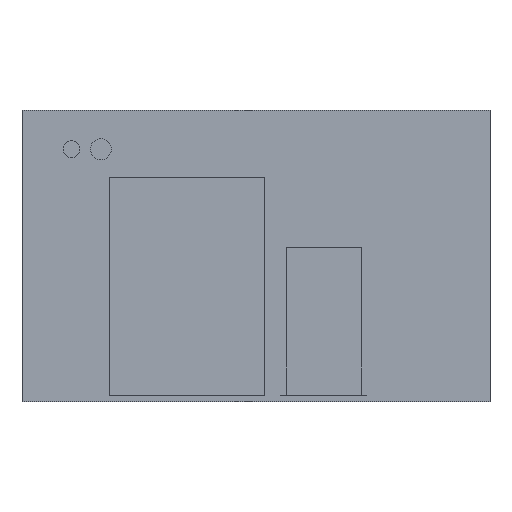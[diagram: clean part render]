
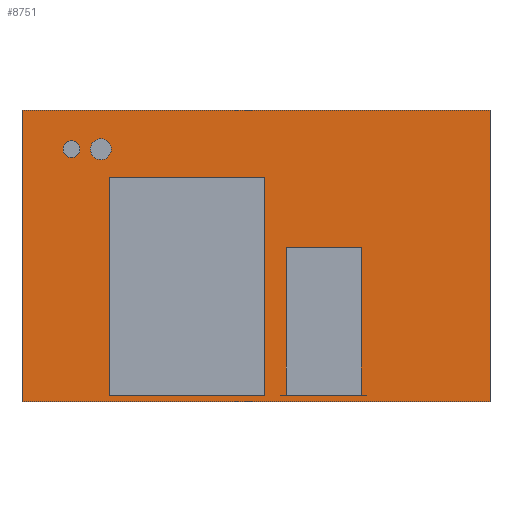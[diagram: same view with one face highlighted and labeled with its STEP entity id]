
A CAD part, front view. The second image highlights one B-rep face of the part: STEP entity #8751.
In plain terms, the highlighted planar face has unit normal (0, -1, 0).
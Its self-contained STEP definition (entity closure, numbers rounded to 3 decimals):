
#112=FACE_BOUND('',#1117,.T.);
#113=FACE_BOUND('',#1118,.T.);
#135=PLANE('',#9354);
#587=FACE_OUTER_BOUND('',#1116,.T.);
#1116=EDGE_LOOP('',(#6181,#6182,#6183,#6184));
#1117=EDGE_LOOP('',(#6185));
#1118=EDGE_LOOP('',(#6186));
#1660=LINE('',#12553,#2770);
#1662=LINE('',#12557,#2772);
#1664=LINE('',#12561,#2774);
#1666=LINE('',#12564,#2776);
#2770=VECTOR('',#10071,10.);
#2772=VECTOR('',#10075,10.);
#2774=VECTOR('',#10079,10.);
#2776=VECTOR('',#10083,10.);
#3862=CIRCLE('',#9338,20.);
#3864=CIRCLE('',#9342,25.);
#4018=VERTEX_POINT('',#12504);
#4020=VERTEX_POINT('',#12511);
#4033=VERTEX_POINT('',#12550);
#4034=VERTEX_POINT('',#12552);
#4035=VERTEX_POINT('',#12556);
#4036=VERTEX_POINT('',#12560);
#4863=EDGE_CURVE('',#4018,#4018,#3862,.T.);
#4866=EDGE_CURVE('',#4020,#4020,#3864,.T.);
#4884=EDGE_CURVE('',#4034,#4033,#1660,.T.);
#4886=EDGE_CURVE('',#4035,#4034,#1662,.T.);
#4888=EDGE_CURVE('',#4036,#4035,#1664,.T.);
#4890=EDGE_CURVE('',#4033,#4036,#1666,.T.);
#6181=ORIENTED_EDGE('',*,*,#4890,.T.);
#6182=ORIENTED_EDGE('',*,*,#4888,.T.);
#6183=ORIENTED_EDGE('',*,*,#4886,.T.);
#6184=ORIENTED_EDGE('',*,*,#4884,.T.);
#6185=ORIENTED_EDGE('',*,*,#4863,.T.);
#6186=ORIENTED_EDGE('',*,*,#4866,.T.);
#8751=ADVANCED_FACE('',(#587,#112,#113),#135,.T.);
#9338=AXIS2_PLACEMENT_3D('',#12506,#10027,#10028);
#9342=AXIS2_PLACEMENT_3D('',#12513,#10036,#10037);
#9354=AXIS2_PLACEMENT_3D('',#12565,#10084,#10085);
#10027=DIRECTION('center_axis',(0.,1.,0.));
#10028=DIRECTION('ref_axis',(1.,0.,0.));
#10036=DIRECTION('center_axis',(0.,1.,0.));
#10037=DIRECTION('ref_axis',(1.,0.,0.));
#10071=DIRECTION('',(-1.,0.,0.));
#10075=DIRECTION('',(0.,0.,1.));
#10079=DIRECTION('',(1.,0.,0.));
#10083=DIRECTION('',(0.,0.,-1.));
#10084=DIRECTION('center_axis',(0.,-1.,0.));
#10085=DIRECTION('ref_axis',(0.,0.,-1.));
#12504=CARTESIAN_POINT('',(-459.5,-370.,254.5));
#12506=CARTESIAN_POINT('Origin',(-439.5,-370.,254.5));
#12511=CARTESIAN_POINT('',(-394.5,-370.,254.5));
#12513=CARTESIAN_POINT('Origin',(-369.5,-370.,254.5));
#12550=CARTESIAN_POINT('',(-557.5,-370.,347.5));
#12552=CARTESIAN_POINT('',(557.5,-370.,347.5));
#12553=CARTESIAN_POINT('',(-557.5,-370.,347.5));
#12556=CARTESIAN_POINT('',(557.5,-370.,-347.5));
#12557=CARTESIAN_POINT('',(557.5,-370.,347.5));
#12560=CARTESIAN_POINT('',(-557.5,-370.,-347.5));
#12561=CARTESIAN_POINT('',(557.5,-370.,-347.5));
#12564=CARTESIAN_POINT('',(-557.5,-370.,-347.5));
#12565=CARTESIAN_POINT('Origin',(0.,-370.,0.));
